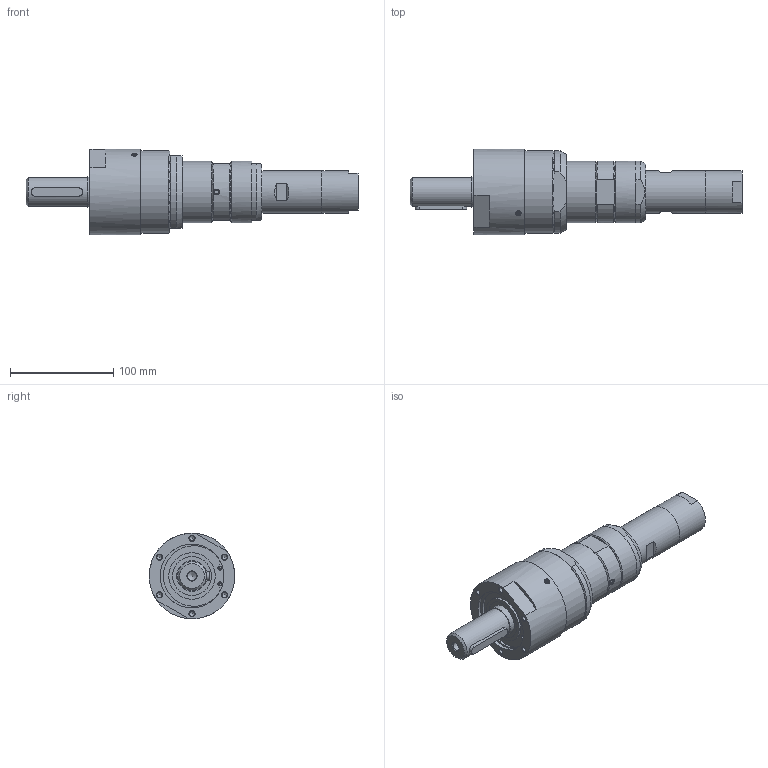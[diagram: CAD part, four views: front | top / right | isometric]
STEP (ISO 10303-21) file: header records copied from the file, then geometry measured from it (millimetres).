
FILE_DESCRIPTION((''),'2;1');
FILE_NAME('MRD 38-15_60008865.stp','2009-04-16T08:00:14',('rmorof'),(''),'Autodesk Inventor 2008','Autodesk Inventor 2008','');
FILE_SCHEMA(('CONFIG_CONTROL_DESIGN'));
Length unit declared in the file: millimetre
Products named in the file (1): MRD 38-15_60008865
Bounding box: 322 x 83 x 83 mm (x, y, z)
Volume: 821079.7 mm3; surface area: 74251.4 mm2
Topology: 3 solids, 3 shells, 146 faces, 334 edges, 215 vertices
Faces by surface type: plane 60, cylinder 38, bspline 24, cone 21, sphere 2, torus 1
Full cylindrical faces by diameter (mm): 1.55 x2, 3.6 x1, 4 x2, 5 x1, 5.5 x2, 28 x1, 30 x1, 38 x1, 41.5 x2, 42 x1, 45 x1, 60 x2, 62 x2, 65 x1, 75.438 x1, 80 x1, 83 x1
Entity records: 4369 total; most frequent: CARTESIAN_POINT 1340, DIRECTION 588, ORIENTED_EDGE 476, AXIS2_PLACEMENT_3D 253, EDGE_CURVE 238, EDGE_LOOP 230, VERTEX_POINT 178, FACE_OUTER_BOUND 146
